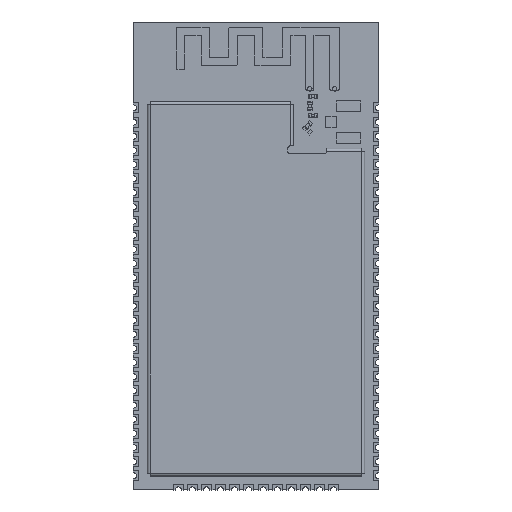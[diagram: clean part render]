
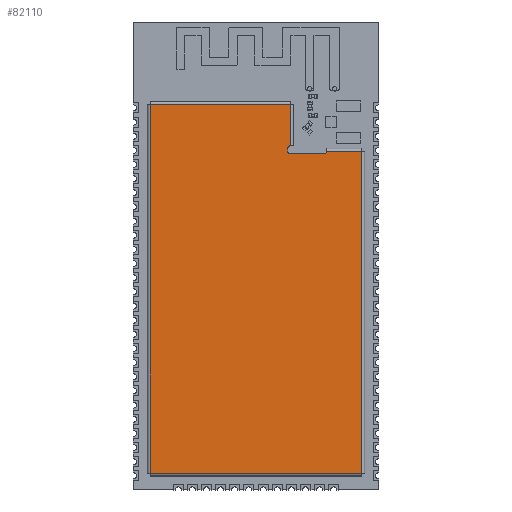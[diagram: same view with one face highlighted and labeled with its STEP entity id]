
A CAD part, top view. The second image highlights one B-rep face of the part: STEP entity #82110.
In plain terms, the highlighted planar face has unit normal (0, 0, 1).
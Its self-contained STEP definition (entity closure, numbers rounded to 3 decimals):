
#1729 = EDGE_CURVE ( 'NONE', #135706, #13534, #85426, .T. ) ;
#2681 = DIRECTION ( 'NONE',  ( 1., 0., 0. ) ) ;
#4819 = CARTESIAN_POINT ( 'NONE',  ( 522.963, -120.981, 2.5 ) ) ;
#4827 = LINE ( 'NONE', #6508, #161163 ) ;
#5216 = DIRECTION ( 'NONE',  ( 1., 0., 0. ) ) ;
#6508 = CARTESIAN_POINT ( 'NONE',  ( 529.113, -120.731, 2.5 ) ) ;
#7881 = VERTEX_POINT ( 'NONE', #39595 ) ;
#8701 = CARTESIAN_POINT ( 'NONE',  ( 509.863, -116.781, 2.5 ) ) ;
#11380 = CIRCLE ( 'NONE', #143141, 0.25 ) ;
#13534 = VERTEX_POINT ( 'NONE', #138733 ) ;
#14429 = DIRECTION ( 'NONE',  ( 0., -1., 0. ) ) ;
#15812 = DIRECTION ( 'NONE',  ( -1., 0., 0. ) ) ;
#16086 = CARTESIAN_POINT ( 'NONE',  ( 522.463, -120.481, 2.5 ) ) ;
#19460 = LINE ( 'NONE', #71001, #100415 ) ;
#21092 = VERTEX_POINT ( 'NONE', #24023 ) ;
#21685 = ORIENTED_EDGE ( 'NONE', *, *, #99419, .T. ) ;
#24023 = CARTESIAN_POINT ( 'NONE',  ( 510.113, -149.881, 2.5 ) ) ;
#26251 = DIRECTION ( 'NONE',  ( 0., 0., -1. ) ) ;
#27048 = ORIENTED_EDGE ( 'NONE', *, *, #107773, .T. ) ;
#29246 = CARTESIAN_POINT ( 'NONE',  ( 529.113, -149.881, 2.5 ) ) ;
#31276 = DIRECTION ( 'NONE',  ( 0., 0., -1. ) ) ;
#36236 = VERTEX_POINT ( 'NONE', #150350 ) ;
#37852 = FACE_OUTER_BOUND ( 'NONE', #124233, .T. ) ;
#39595 = CARTESIAN_POINT ( 'NONE',  ( 522.713, -120.481, 2.5 ) ) ;
#42192 = CARTESIAN_POINT ( 'NONE',  ( 522.713, -120.731, 2.5 ) ) ;
#42494 = LINE ( 'NONE', #151934, #86027 ) ;
#46483 = DIRECTION ( 'NONE',  ( 1., 0., 0. ) ) ;
#47676 = EDGE_CURVE ( 'NONE', #55210, #105987, #87012, .T. ) ;
#48504 = VECTOR ( 'NONE', #14429, 1000. ) ;
#48699 = ORIENTED_EDGE ( 'NONE', *, *, #134281, .T. ) ;
#50521 = DIRECTION ( 'NONE',  ( 1., 0., 0. ) ) ;
#54349 = VERTEX_POINT ( 'NONE', #146279 ) ;
#55210 = VERTEX_POINT ( 'NONE', #90232 ) ;
#59737 = EDGE_CURVE ( 'NONE', #36236, #105987, #11380, .T. ) ;
#60103 = DIRECTION ( 'NONE',  ( -1., 0., 0. ) ) ;
#63042 = CARTESIAN_POINT ( 'NONE',  ( 522.463, -120.731, 2.5 ) ) ;
#64266 = CARTESIAN_POINT ( 'NONE',  ( 522.713, -120.981, 2.5 ) ) ;
#64496 = EDGE_CURVE ( 'NONE', #105858, #7881, #116110, .T. ) ;
#69282 = DIRECTION ( 'NONE',  ( 1., 0., 0. ) ) ;
#71001 = CARTESIAN_POINT ( 'NONE',  ( 529.363, -149.881, 2.5 ) ) ;
#73317 = CARTESIAN_POINT ( 'NONE',  ( 522.713, -116.781, 2.5 ) ) ;
#75681 = CARTESIAN_POINT ( 'NONE',  ( 522.463, -120.981, 2.5 ) ) ;
#80025 = VECTOR ( 'NONE', #15812, 1000. ) ;
#82110 = ADVANCED_FACE ( 'NONE', ( #37852 ), #120236, .T. ) ;
#84293 = CIRCLE ( 'NONE', #159511, 0.25 ) ;
#85426 = LINE ( 'NONE', #8701, #90631 ) ;
#86027 = VECTOR ( 'NONE', #149433, 1000. ) ;
#87012 = LINE ( 'NONE', #141592, #97434 ) ;
#90232 = CARTESIAN_POINT ( 'NONE',  ( 522.713, -121.231, 2.5 ) ) ;
#90631 = VECTOR ( 'NONE', #60103, 1000. ) ;
#90869 = EDGE_CURVE ( 'NONE', #160767, #54349, #4827, .T. ) ;
#91905 = AXIS2_PLACEMENT_3D ( 'NONE', #42192, #31276, #69282 ) ;
#95025 = CARTESIAN_POINT ( 'NONE',  ( 525.713, -121.231, 2.5 ) ) ;
#97434 = VECTOR ( 'NONE', #103771, 1000. ) ;
#99419 = EDGE_CURVE ( 'NONE', #55210, #124548, #84293, .T. ) ;
#100273 = ORIENTED_EDGE ( 'NONE', *, *, #59737, .T. ) ;
#100415 = VECTOR ( 'NONE', #5216, 1000. ) ;
#101116 = VECTOR ( 'NONE', #116459, 1000. ) ;
#103035 = LINE ( 'NONE', #128231, #101116 ) ;
#103771 = DIRECTION ( 'NONE',  ( 1., 0., 0. ) ) ;
#105858 = VERTEX_POINT ( 'NONE', #63042 ) ;
#105987 = VERTEX_POINT ( 'NONE', #95025 ) ;
#107773 = EDGE_CURVE ( 'NONE', #21092, #160767, #19460, .T. ) ;
#108503 = LINE ( 'NONE', #4819, #80025 ) ;
#108509 = DIRECTION ( 'NONE',  ( 0., 1., 0. ) ) ;
#110501 = ORIENTED_EDGE ( 'NONE', *, *, #120696, .T. ) ;
#110623 = CARTESIAN_POINT ( 'NONE',  ( 525.713, -120.981, 2.5 ) ) ;
#111163 = ORIENTED_EDGE ( 'NONE', *, *, #64496, .T. ) ;
#111974 = ORIENTED_EDGE ( 'NONE', *, *, #90869, .T. ) ;
#116110 = CIRCLE ( 'NONE', #91905, 0.25 ) ;
#116459 = DIRECTION ( 'NONE',  ( 0., 1., 0. ) ) ;
#120236 = PLANE ( 'NONE',  #129443 ) ;
#120696 = EDGE_CURVE ( 'NONE', #13534, #21092, #42494, .T. ) ;
#121471 = ORIENTED_EDGE ( 'NONE', *, *, #1729, .T. ) ;
#124233 = EDGE_LOOP ( 'NONE', ( #154148, #111163, #126484, #121471, #110501, #27048, #111974, #48699, #100273, #150210, #21685 ) ) ;
#124548 = VERTEX_POINT ( 'NONE', #75681 ) ;
#126484 = ORIENTED_EDGE ( 'NONE', *, *, #130403, .T. ) ;
#128231 = CARTESIAN_POINT ( 'NONE',  ( 522.713, -116.531, 2.5 ) ) ;
#129443 = AXIS2_PLACEMENT_3D ( 'NONE', #140682, #154117, #50521 ) ;
#130403 = EDGE_CURVE ( 'NONE', #7881, #135706, #103035, .T. ) ;
#131500 = LINE ( 'NONE', #16086, #48504 ) ;
#134281 = EDGE_CURVE ( 'NONE', #54349, #36236, #108503, .T. ) ;
#135706 = VERTEX_POINT ( 'NONE', #73317 ) ;
#138633 = EDGE_CURVE ( 'NONE', #105858, #124548, #131500, .T. ) ;
#138733 = CARTESIAN_POINT ( 'NONE',  ( 510.113, -116.781, 2.5 ) ) ;
#140682 = CARTESIAN_POINT ( 'NONE',  ( 0., 0., 2.5 ) ) ;
#141592 = CARTESIAN_POINT ( 'NONE',  ( 522.463, -121.231, 2.5 ) ) ;
#143141 = AXIS2_PLACEMENT_3D ( 'NONE', #110623, #162009, #46483 ) ;
#146279 = CARTESIAN_POINT ( 'NONE',  ( 529.113, -120.981, 2.5 ) ) ;
#149433 = DIRECTION ( 'NONE',  ( 0., -1., 0. ) ) ;
#150210 = ORIENTED_EDGE ( 'NONE', *, *, #47676, .F. ) ;
#150350 = CARTESIAN_POINT ( 'NONE',  ( 525.963, -120.981, 2.5 ) ) ;
#151934 = CARTESIAN_POINT ( 'NONE',  ( 510.113, -150.131, 2.5 ) ) ;
#154117 = DIRECTION ( 'NONE',  ( 0., 0., 1. ) ) ;
#154148 = ORIENTED_EDGE ( 'NONE', *, *, #138633, .F. ) ;
#159511 = AXIS2_PLACEMENT_3D ( 'NONE', #64266, #26251, #2681 ) ;
#160767 = VERTEX_POINT ( 'NONE', #29246 ) ;
#161163 = VECTOR ( 'NONE', #108509, 1000. ) ;
#162009 = DIRECTION ( 'NONE',  ( 0., 0., -1. ) ) ;
